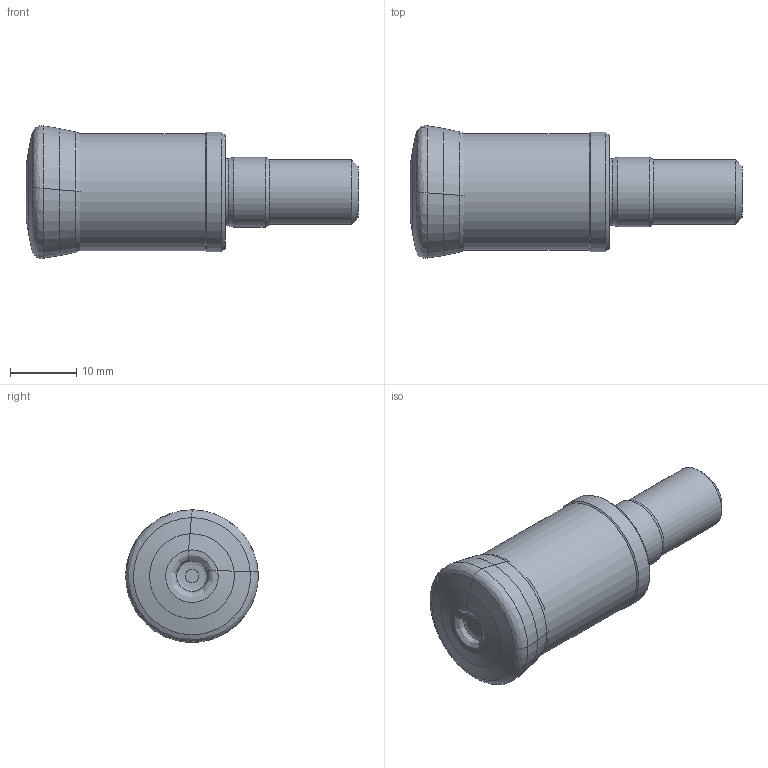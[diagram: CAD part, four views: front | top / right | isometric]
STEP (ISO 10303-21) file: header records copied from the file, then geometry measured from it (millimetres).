
FILE_DESCRIPTION(/* description */ (''),/* implementation_level */ '2;1');
FILE_NAME(/* name */ 'AHFM-SO0803-D20-M10-L30-Z02-H.stp',/* time_stamp */ '2023-10-18T12:41:25+03:00',/* author */ (''),/* organization */ (''),/* preprocessor_version */ 'ST-DEVELOPER v19.4',/* originating_system */ 'SIEMENS PLM Software NX2306.5001',/* authorisation */ '');
FILE_SCHEMA (('AUTOMOTIVE_DESIGN { 1 0 10303 214 3 1 1 1 }'));
Length unit declared in the file: millimetre
Products named in the file (1): AHFM-SO0803-D20-M10-L30-Z02-H-LIGHT_x_t_objects
Bounding box: 50 x 19.95 x 19.95 mm (x, y, z)
Volume: 10871.4 mm3; surface area: 3746.9 mm2
Topology: 2 solids, 2 shells, 46 faces, 87 edges, 45 vertices
Faces by surface type: bspline 25, cone 6, torus 5, plane 4, cylinder 4, revolution 2
Full cylindrical faces by diameter (mm): 9.75 x1, 10.5 x1, 17.6 x1, 18 x1
Entity records: 1367 total; most frequent: CARTESIAN_POINT 544, DIRECTION 164, ORIENTED_EDGE 138, AXIS2_PLACEMENT_3D 73, EDGE_CURVE 69, EDGE_LOOP 66, CIRCLE 53, ADVANCED_FACE 46
